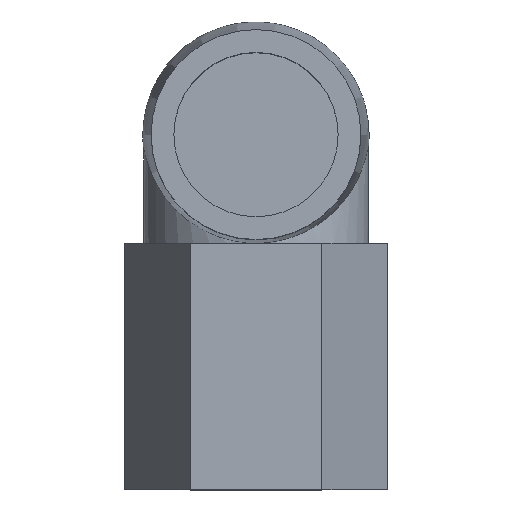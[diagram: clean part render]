
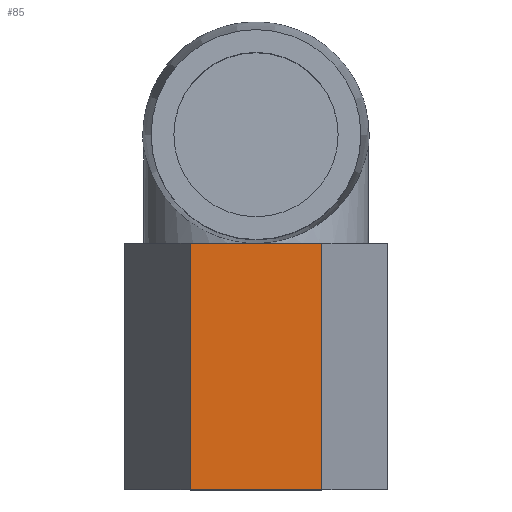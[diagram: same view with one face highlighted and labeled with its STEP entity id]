
A CAD part, top view. The second image highlights one B-rep face of the part: STEP entity #85.
In plain terms, the highlighted planar face has unit normal (0, 0, 1).
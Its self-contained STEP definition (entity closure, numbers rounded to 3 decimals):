
#85 = ADVANCED_FACE( '', ( #202 ), #203, .T. );
#202 = FACE_OUTER_BOUND( '', #356, .T. );
#203 = PLANE( '', #357 );
#356 = EDGE_LOOP( '', ( #573, #574, #575, #576 ) );
#357 = AXIS2_PLACEMENT_3D( '', #577, #578, #579 );
#573 = ORIENTED_EDGE( '', *, *, #876, .F. );
#574 = ORIENTED_EDGE( '', *, *, #865, .F. );
#575 = ORIENTED_EDGE( '', *, *, #877, .T. );
#576 = ORIENTED_EDGE( '', *, *, #878, .T. );
#577 = CARTESIAN_POINT( '', ( 7.217, 27., 12.5 ) );
#578 = DIRECTION( '', ( 0., 0., 1. ) );
#579 = DIRECTION( '', ( 1., 0., 0. ) );
#865 = EDGE_CURVE( '', #1010, #1006, #1012, .T. );
#876 = EDGE_CURVE( '', #1006, #1029, #1030, .T. );
#877 = EDGE_CURVE( '', #1010, #1031, #1032, .T. );
#878 = EDGE_CURVE( '', #1031, #1029, #1033, .T. );
#1006 = VERTEX_POINT( '', #1319 );
#1010 = VERTEX_POINT( '', #1325 );
#1012 = LINE( '', #1328, #1329 );
#1029 = VERTEX_POINT( '', #1347 );
#1030 = LINE( '', #1348, #1349 );
#1031 = VERTEX_POINT( '', #1350 );
#1032 = LINE( '', #1351, #1352 );
#1033 = LINE( '', #1353, #1354 );
#1319 = CARTESIAN_POINT( '', ( 7.217, -2., 12.5 ) );
#1325 = CARTESIAN_POINT( '', ( 7.217, 25., 12.5 ) );
#1328 = CARTESIAN_POINT( '', ( 7.217, 27., 12.5 ) );
#1329 = VECTOR( '', #1536, 1000. );
#1347 = CARTESIAN_POINT( '', ( -7.217, -2., 12.5 ) );
#1348 = CARTESIAN_POINT( '', ( 0., -2., 12.5 ) );
#1349 = VECTOR( '', #1556, 1000. );
#1350 = CARTESIAN_POINT( '', ( -7.217, 25., 12.5 ) );
#1351 = CARTESIAN_POINT( '', ( 7.217, 25., 12.5 ) );
#1352 = VECTOR( '', #1557, 1000. );
#1353 = CARTESIAN_POINT( '', ( -7.217, 27., 12.5 ) );
#1354 = VECTOR( '', #1558, 1000. );
#1536 = DIRECTION( '', ( 0., -1., 0. ) );
#1556 = DIRECTION( '', ( -1., 0., 0. ) );
#1557 = DIRECTION( '', ( -1., 0., 0. ) );
#1558 = DIRECTION( '', ( 0., -1., 0. ) );
